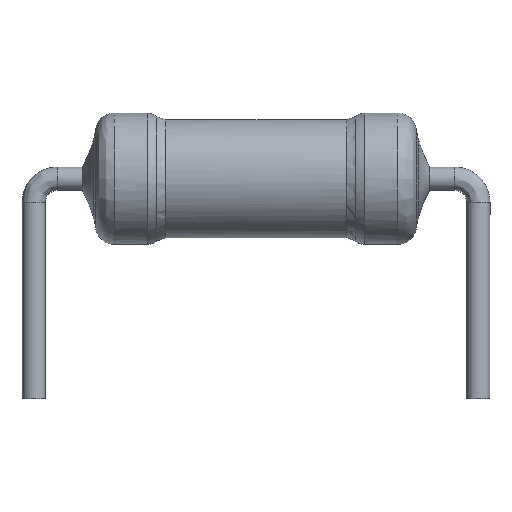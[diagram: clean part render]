
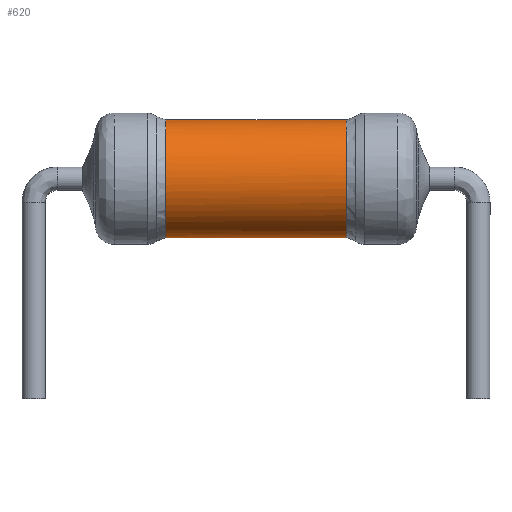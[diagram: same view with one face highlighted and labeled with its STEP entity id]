
A CAD part, top view. The second image highlights one B-rep face of the part: STEP entity #620.
In plain terms, the highlighted cylindrical face has radius 2.025 mm (diameter 4.05 mm), a partial arc.
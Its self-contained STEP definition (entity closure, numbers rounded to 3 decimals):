
#17 = DIRECTION ( 'NONE',  ( 0., 0., 1. ) ) ;
#37 = CARTESIAN_POINT ( 'NONE',  ( 6.525, 0.004, 3.086 ) ) ;
#60 = CARTESIAN_POINT ( 'NONE',  ( 6.525, 0.004, -3.086 ) ) ;
#106 = EDGE_CURVE ( 'NONE', #2732, #2122, #1072, .T. ) ;
#110 = CARTESIAN_POINT ( 'NONE',  ( 2.475, 0.004, 0. ) ) ;
#131 = CARTESIAN_POINT ( 'NONE',  ( 2.539, 0.525, -3.086 ) ) ;
#191 = CARTESIAN_POINT ( 'NONE',  ( 3.947, 1.97, 3.087 ) ) ;
#202 = CARTESIAN_POINT ( 'NONE',  ( 6.525, 0.069, 3.086 ) ) ;
#248 = CARTESIAN_POINT ( 'NONE',  ( 6.525, 0.004, -3.086 ) ) ;
#403 = CARTESIAN_POINT ( 'NONE',  ( 2.475, 0.004, 3.086 ) ) ;
#429 = CARTESIAN_POINT ( 'NONE',  ( 4.741, 2.032, 3.087 ) ) ;
#485 = CARTESIAN_POINT ( 'NONE',  ( 6.109, 1.262, -3.087 ) ) ;
#510 = CARTESIAN_POINT ( 'NONE',  ( 4.5, 0.004, 0. ) ) ;
#566 = ORIENTED_EDGE ( 'NONE', *, *, #106, .T. ) ;
#599 = DIRECTION ( 'NONE',  ( 0., 0., 1. ) ) ;
#620 = ADVANCED_FACE ( 'NONE', ( #2198 ), #1890, .T. ) ;
#630 = EDGE_CURVE ( 'NONE', #2122, #1839, #1937, .T. ) ;
#641 = CARTESIAN_POINT ( 'NONE',  ( 2.475, 0.139, 3.086 ) ) ;
#655 = CARTESIAN_POINT ( 'NONE',  ( 5.5, 1.785, -3.087 ) ) ;
#672 = CARTESIAN_POINT ( 'NONE',  ( 5.5, 1.784, 3.087 ) ) ;
#689 = EDGE_CURVE ( 'NONE', #2732, #2566, #1899, .T. ) ;
#869 = CARTESIAN_POINT ( 'NONE',  ( 2.475, 0.004, -3.086 ) ) ;
#899 = CARTESIAN_POINT ( 'NONE',  ( 3.947, 1.97, -3.087 ) ) ;
#907 = CARTESIAN_POINT ( 'NONE',  ( 2.488, 0.268, 3.086 ) ) ;
#917 = CARTESIAN_POINT ( 'NONE',  ( 6.109, 1.262, 3.087 ) ) ;
#1072 = B_SPLINE_CURVE_WITH_KNOTS ( 'NONE', 3,
 ( #248, #2180, #1952, #1724, #485, #2108, #655, #1668, #1634, #2588, #899, #2185, #1961, #2337, #1100, #1580, #131, #1680, #1367, #869 ),
 .UNSPECIFIED., .F., .F.,
 ( 4, 2, 2, 2, 2, 2, 2, 2, 2, 4 ),
 ( 0.508, 0.571, 0.633, 0.696, 0.758, 0.821, 0.883, 0.946, 0.977, 1.008 ),
 .UNSPECIFIED. ) ;
#1100 = CARTESIAN_POINT ( 'NONE',  ( 2.725, 1.014, -3.087 ) ) ;
#1156 = EDGE_CURVE ( 'NONE', #1839, #2566, #1520, .T. ) ;
#1166 = CARTESIAN_POINT ( 'NONE',  ( 2.576, 0.65, 3.086 ) ) ;
#1180 = CARTESIAN_POINT ( 'NONE',  ( 6.419, 0.665, 3.086 ) ) ;
#1194 = AXIS2_PLACEMENT_3D ( 'NONE', #510, #17, #3023 ) ;
#1267 = EDGE_LOOP ( 'NONE', ( #566, #2504, #2524, #2390 ) ) ;
#1333 = CARTESIAN_POINT ( 'NONE',  ( 6.525, 0.004, 0. ) ) ;
#1363 = CARTESIAN_POINT ( 'NONE',  ( 2.475, 0.004, 3.086 ) ) ;
#1367 = CARTESIAN_POINT ( 'NONE',  ( 2.475, 0.141, -3.086 ) ) ;
#1396 = CARTESIAN_POINT ( 'NONE',  ( 2.872, 1.236, 3.087 ) ) ;
#1405 = CARTESIAN_POINT ( 'NONE',  ( 6.498, 0.339, 3.086 ) ) ;
#1520 = B_SPLINE_CURVE_WITH_KNOTS ( 'NONE', 3,
 ( #403, #641, #907, #2598, #1166, #2852, #1396, #3097, #1639, #191, #1897, #429, #2136, #672, #2374, #917, #2612, #1180, #2863, #1405, #3109, #1652, #202, #1915 ),
 .UNSPECIFIED., .F., .F.,
 ( 4, 2, 2, 2, 2, 2, 2, 2, 2, 2, 2, 4 ),
 ( 0.992, 1.023, 1.054, 1.117, 1.179, 1.242, 1.304, 1.367, 1.429, 1.461, 1.476, 1.492 ),
 .UNSPECIFIED. ) ;
#1562 = DIRECTION ( 'NONE',  ( 0., 0., 1. ) ) ;
#1580 = CARTESIAN_POINT ( 'NONE',  ( 2.577, 0.651, -3.086 ) ) ;
#1634 = CARTESIAN_POINT ( 'NONE',  ( 4.74, 2.032, -3.087 ) ) ;
#1639 = CARTESIAN_POINT ( 'NONE',  ( 3.462, 1.763, 3.087 ) ) ;
#1652 = CARTESIAN_POINT ( 'NONE',  ( 6.522, 0.139, 3.086 ) ) ;
#1668 = CARTESIAN_POINT ( 'NONE',  ( 5.006, 1.983, -3.087 ) ) ;
#1680 = CARTESIAN_POINT ( 'NONE',  ( 2.488, 0.27, -3.086 ) ) ;
#1724 = CARTESIAN_POINT ( 'NONE',  ( 6.262, 1.037, -3.087 ) ) ;
#1815 = VECTOR ( 'NONE', #599, 1000. ) ;
#1839 = VERTEX_POINT ( 'NONE', #1363 ) ;
#1864 = VECTOR ( 'NONE', #1562, 1000. ) ;
#1890 = CYLINDRICAL_SURFACE ( 'NONE', #1194, 2.025 ) ;
#1897 = CARTESIAN_POINT ( 'NONE',  ( 4.211, 2.026, 3.087 ) ) ;
#1899 = LINE ( 'NONE', #1333, #1815 ) ;
#1915 = CARTESIAN_POINT ( 'NONE',  ( 6.525, 0.004, 3.086 ) ) ;
#1937 = LINE ( 'NONE', #110, #1864 ) ;
#1944 = CARTESIAN_POINT ( 'NONE',  ( 2.475, 0.004, -3.086 ) ) ;
#1952 = CARTESIAN_POINT ( 'NONE',  ( 6.471, 0.542, -3.086 ) ) ;
#1961 = CARTESIAN_POINT ( 'NONE',  ( 3.241, 1.611, -3.087 ) ) ;
#2108 = CARTESIAN_POINT ( 'NONE',  ( 5.728, 1.636, -3.087 ) ) ;
#2122 = VERTEX_POINT ( 'NONE', #1944 ) ;
#2136 = CARTESIAN_POINT ( 'NONE',  ( 5.007, 1.982, 3.087 ) ) ;
#2180 = CARTESIAN_POINT ( 'NONE',  ( 6.525, 0.273, -3.086 ) ) ;
#2185 = CARTESIAN_POINT ( 'NONE',  ( 3.462, 1.762, -3.087 ) ) ;
#2198 = FACE_OUTER_BOUND ( 'NONE', #1267, .T. ) ;
#2337 = CARTESIAN_POINT ( 'NONE',  ( 2.872, 1.237, -3.087 ) ) ;
#2374 = CARTESIAN_POINT ( 'NONE',  ( 5.728, 1.636, 3.087 ) ) ;
#2390 = ORIENTED_EDGE ( 'NONE', *, *, #689, .F. ) ;
#2504 = ORIENTED_EDGE ( 'NONE', *, *, #630, .T. ) ;
#2524 = ORIENTED_EDGE ( 'NONE', *, *, #1156, .T. ) ;
#2566 = VERTEX_POINT ( 'NONE', #37 ) ;
#2588 = CARTESIAN_POINT ( 'NONE',  ( 4.21, 2.026, -3.087 ) ) ;
#2598 = CARTESIAN_POINT ( 'NONE',  ( 2.539, 0.524, 3.086 ) ) ;
#2612 = CARTESIAN_POINT ( 'NONE',  ( 6.263, 1.036, 3.087 ) ) ;
#2732 = VERTEX_POINT ( 'NONE', #60 ) ;
#2852 = CARTESIAN_POINT ( 'NONE',  ( 2.725, 1.013, 3.087 ) ) ;
#2863 = CARTESIAN_POINT ( 'NONE',  ( 6.458, 0.536, 3.086 ) ) ;
#3023 = DIRECTION ( 'NONE',  ( 1., 0., 0. ) ) ;
#3097 = CARTESIAN_POINT ( 'NONE',  ( 3.24, 1.611, 3.087 ) ) ;
#3109 = CARTESIAN_POINT ( 'NONE',  ( 6.508, 0.272, 3.086 ) ) ;
